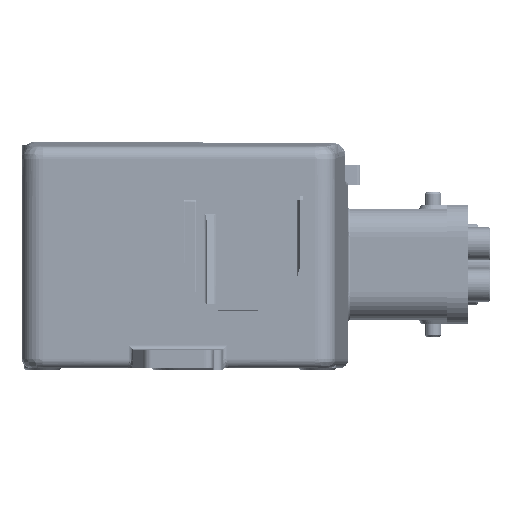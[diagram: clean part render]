
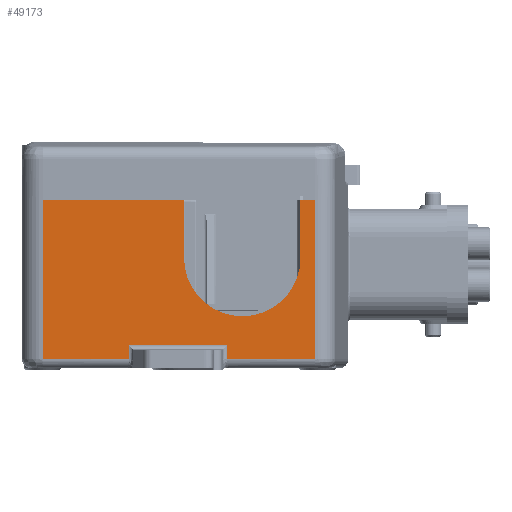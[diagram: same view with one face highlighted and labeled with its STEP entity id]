
A CAD part, left-side view. The second image highlights one B-rep face of the part: STEP entity #49173.
In plain terms, the highlighted planar face has unit normal (-1, 0, 0).
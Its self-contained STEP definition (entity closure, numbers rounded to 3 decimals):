
#39391=PLANE('',#165366);
#43328=FACE_OUTER_BOUND('',#58635,.T.);
#49173=ADVANCED_FACE('',(#43328),#39391,.T.);
#58635=EDGE_LOOP('',(#72297,#72298,#72299,#72300,#72301,#72302,#72303,#72304,
#72305,#72306,#72307,#72308));
#72297=ORIENTED_EDGE('',*,*,#114842,.T.);
#72298=ORIENTED_EDGE('',*,*,#114843,.T.);
#72299=ORIENTED_EDGE('',*,*,#114844,.T.);
#72300=ORIENTED_EDGE('',*,*,#114845,.F.);
#72301=ORIENTED_EDGE('',*,*,#114846,.T.);
#72302=ORIENTED_EDGE('',*,*,#114839,.T.);
#72303=ORIENTED_EDGE('',*,*,#114554,.T.);
#72304=ORIENTED_EDGE('',*,*,#114558,.T.);
#72305=ORIENTED_EDGE('',*,*,#114631,.T.);
#72306=ORIENTED_EDGE('',*,*,#114457,.T.);
#72307=ORIENTED_EDGE('',*,*,#114847,.T.);
#72308=ORIENTED_EDGE('',*,*,#114848,.T.);
#101682=VERTEX_POINT('',#234294);
#101683=VERTEX_POINT('',#234296);
#101751=VERTEX_POINT('',#234656);
#101753=VERTEX_POINT('',#234659);
#101755=VERTEX_POINT('',#234665);
#101900=VERTEX_POINT('',#237208);
#101902=VERTEX_POINT('',#237214);
#101903=VERTEX_POINT('',#237215);
#101904=VERTEX_POINT('',#237217);
#101905=VERTEX_POINT('',#237219);
#101906=VERTEX_POINT('',#237221);
#101907=VERTEX_POINT('',#237224);
#114457=EDGE_CURVE('',#101683,#101682,#138027,.T.);
#114554=EDGE_CURVE('',#101753,#101751,#131147,.T.);
#114558=EDGE_CURVE('',#101751,#101755,#138073,.T.);
#114631=EDGE_CURVE('',#101755,#101683,#138108,.T.);
#114839=EDGE_CURVE('',#101900,#101753,#138218,.T.);
#114842=EDGE_CURVE('',#101902,#101903,#138221,.T.);
#114843=EDGE_CURVE('',#101903,#101904,#138222,.T.);
#114844=EDGE_CURVE('',#101904,#101905,#138223,.T.);
#114845=EDGE_CURVE('',#101906,#101905,#138224,.T.);
#114846=EDGE_CURVE('',#101906,#101900,#138225,.T.);
#114847=EDGE_CURVE('',#101682,#101907,#138226,.T.);
#114848=EDGE_CURVE('',#101907,#101902,#138227,.T.);
#131147=CIRCLE('',#165233,14.);
#138027=LINE('',#234295,#148226);
#138073=LINE('',#234667,#148272);
#138108=LINE('',#235464,#148307);
#138218=LINE('',#237207,#148417);
#138221=LINE('',#237213,#148420);
#138222=LINE('',#237216,#148421);
#138223=LINE('',#237218,#148422);
#138224=LINE('',#237220,#148423);
#138225=LINE('',#237222,#148424);
#138226=LINE('',#237223,#148425);
#138227=LINE('',#237225,#148426);
#148226=VECTOR('',#180453,1.);
#148272=VECTOR('',#180671,1.);
#148307=VECTOR('',#180746,1.);
#148417=VECTOR('',#181074,1.);
#148420=VECTOR('',#181079,1.);
#148421=VECTOR('',#181080,1.);
#148422=VECTOR('',#181081,1.);
#148423=VECTOR('',#181082,1.);
#148424=VECTOR('',#181083,1.);
#148425=VECTOR('',#181084,1.);
#148426=VECTOR('',#181085,1.);
#165233=AXIS2_PLACEMENT_3D('',#234658,#180663,#180664);
#165366=AXIS2_PLACEMENT_3D('',#237226,#181086,#181087);
#180453=DIRECTION('',(0.,0.,-1.));
#180663=DIRECTION('',(1.,0.,0.));
#180664=DIRECTION('',(0.,-1.,0.));
#180671=DIRECTION('',(0.,0.,1.));
#180746=DIRECTION('',(0.,1.,0.));
#181074=DIRECTION('',(0.,0.,-1.));
#181079=DIRECTION('',(0.,-1.,0.));
#181080=DIRECTION('',(0.,0.,-1.));
#181081=DIRECTION('',(0.,-1.,0.));
#181082=DIRECTION('',(0.,0.,-1.));
#181083=DIRECTION('',(0.,1.,0.));
#181084=DIRECTION('',(0.,-1.,0.));
#181085=DIRECTION('',(0.,0.,1.));
#181086=DIRECTION('',(-1.,0.,0.));
#181087=DIRECTION('',(0.,-1.,0.));
#234294=CARTESIAN_POINT('',(-65.,32.5,2.2));
#234295=CARTESIAN_POINT('',(-65.,32.5,40.5));
#234296=CARTESIAN_POINT('',(-65.,32.5,40.5));
#234656=CARTESIAN_POINT('',(-65.,-1.5,26.5));
#234658=CARTESIAN_POINT('',(-65.,-15.5,26.5));
#234659=CARTESIAN_POINT('',(-65.,-29.5,26.5));
#234665=CARTESIAN_POINT('',(-65.,-1.5,40.5));
#234667=CARTESIAN_POINT('',(-65.,-1.5,26.5));
#235464=CARTESIAN_POINT('',(-65.,-1.5,40.5));
#237207=CARTESIAN_POINT('',(-65.,-29.5,40.5));
#237208=CARTESIAN_POINT('',(-65.,-29.5,40.5));
#237213=CARTESIAN_POINT('',(-65.,11.808,5.5));
#237214=CARTESIAN_POINT('',(-65.,11.808,5.5));
#237215=CARTESIAN_POINT('',(-65.,-11.808,5.5));
#237216=CARTESIAN_POINT('',(-65.,-11.808,5.5));
#237217=CARTESIAN_POINT('',(-65.,-11.808,2.2));
#237218=CARTESIAN_POINT('',(-65.,-11.808,2.2));
#237219=CARTESIAN_POINT('',(-65.,-32.919,2.2));
#237220=CARTESIAN_POINT('',(-65.,-32.919,40.5));
#237221=CARTESIAN_POINT('',(-65.,-32.919,40.5));
#237222=CARTESIAN_POINT('',(-65.,-32.919,40.5));
#237223=CARTESIAN_POINT('',(-65.,32.5,2.2));
#237224=CARTESIAN_POINT('',(-65.,11.808,2.2));
#237225=CARTESIAN_POINT('',(-65.,11.808,2.2));
#237226=CARTESIAN_POINT('',(-65.,32.6,-0.6));
